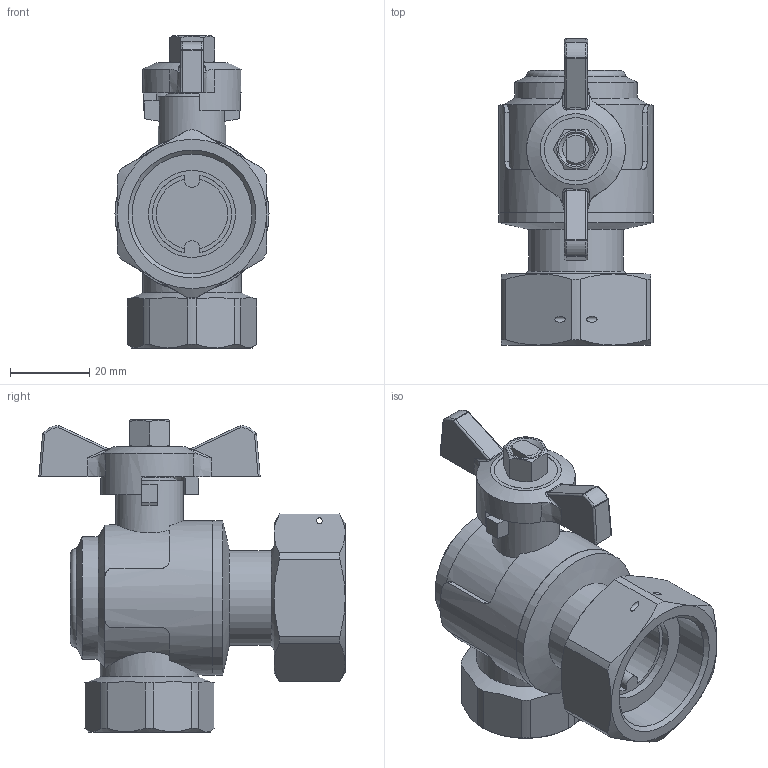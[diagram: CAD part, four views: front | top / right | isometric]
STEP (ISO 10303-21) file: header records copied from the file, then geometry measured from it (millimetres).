
FILE_DESCRIPTION(/* description */ ('Unknown'),/* implementation_level */ '2;1');
FILE_NAME(/* name */ '746-56',/* time_stamp */ '2022-07-25T12:44:04+02:00',/* author */ ('Unknown'),/* organization */ ('Unknown'),/* preprocessor_version */ 'ST-DEVELOPER v16.7',/* originating_system */ 'Solid Edge',/* authorisation */ 'Unknown');
FILE_SCHEMA (('AUTOMOTIVE_DESIGN {1 0 10303 214 3 1 1}'));
Length unit declared in the file: millimetre
Products named in the file (13): 746-56; 97000077-1; Flügelgriff 1_4 - 3_4; 2.149V.020; _berwurfmutter; Einschraubteil-郻M_020; Körper_020; 3_4-Spindel-co; 600-3_4-Spindel; 600-3_4-Spindeldichtung; 600-3_4-Stopfbuchse; 600-3_4-O-Ring; 600-3_4-Mutter-Fl.G.
Assembly tree (12 placements, depth 4):
  746-56
    97000077-1
    Flügelgriff 1_4 - 3_4
    2.149V.020
      _berwurfmutter
      Einschraubteil-郻M_020
      Körper_020
      3_4-Spindel-co
        600-3_4-Spindel
        600-3_4-Spindeldichtung
        600-3_4-Stopfbuchse
        600-3_4-O-Ring
    600-3_4-Mutter-Fl.G.
Bounding box: 39 x 77.5 x 79.11 mm (x, y, z)
Volume: 48958.5 mm3; surface area: 32311 mm2
Topology: 10 solids, 10 shells, 272 faces, 655 edges, 414 vertices
Faces by surface type: plane 111, cylinder 89, cone 42, bspline 18, sphere 10, torus 2
Full cylindrical faces by diameter (mm): 1.5 x1, 6.6 x1, 6.75 x1, 8.9 x2, 9.1 x2, 9.3 x1, 10.5 x1, 11 x1, 12 x1, 12.3 x1, 12.376 x2, 14 x1, 16 x1, 17 x1, 18 x3, 18.5 x1, 20 x1, 22 x1, 24 x1, 24.117 x1, 25 x1, 27 x2, 28 x1, 30.2 x1, 30.291 x2, 30.3 x1, 31 x1, 32.3 x1, 33.5 x1, 35 x2
Entity records: 10461 total; most frequent: CARTESIAN_POINT 3663, DIRECTION 1208, ORIENTED_EDGE 1110, EDGE_CURVE 555, AXIS2_PLACEMENT_3D 513, VERTEX_POINT 383, FACE_BOUND 372, EDGE_LOOP 371
